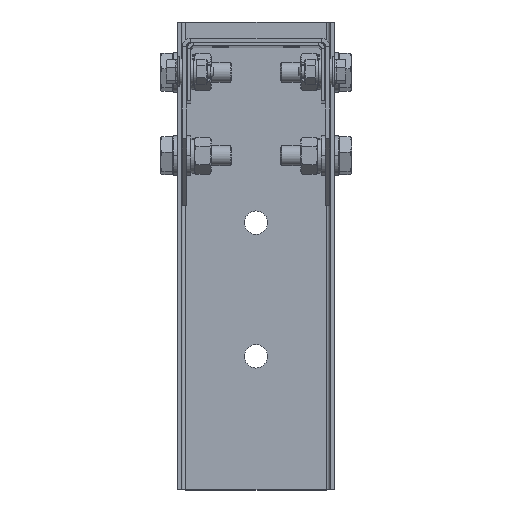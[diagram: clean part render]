
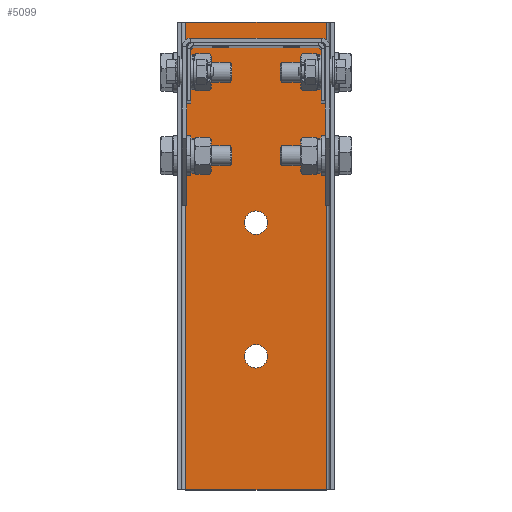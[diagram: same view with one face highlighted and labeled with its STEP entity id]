
A CAD part, top view. The second image highlights one B-rep face of the part: STEP entity #5099.
In plain terms, the highlighted planar face has unit normal (0, 0, 1).
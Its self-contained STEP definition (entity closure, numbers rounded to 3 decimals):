
#167 = CARTESIAN_POINT ( 'NONE',  ( 7., 160., 2.5 ) ) ;
#451 = DIRECTION ( 'NONE',  ( 0., -1., 0. ) ) ;
#695 = EDGE_LOOP ( 'NONE', ( #3791, #4506 ) ) ;
#872 = EDGE_CURVE ( 'NONE', #8268, #7688, #9035, .T. ) ;
#915 = EDGE_CURVE ( 'NONE', #2856, #7667, #5796, .T. ) ;
#1535 = DIRECTION ( 'NONE',  ( 1., 0., 0. ) ) ;
#1544 = AXIS2_PLACEMENT_3D ( 'NONE', #1554, #3859, #10361 ) ;
#1554 = CARTESIAN_POINT ( 'NONE',  ( 0., 80., 2.5 ) ) ;
#1795 = FACE_OUTER_BOUND ( 'NONE', #4329, .T. ) ;
#1878 = DIRECTION ( 'NONE',  ( 1., 0., 0. ) ) ;
#2190 = EDGE_CURVE ( 'NONE', #7816, #2942, #2379, .T. ) ;
#2379 = CIRCLE ( 'NONE', #3733, 7. ) ;
#2453 = VECTOR ( 'NONE', #7824, 1000. ) ;
#2556 = DIRECTION ( 'NONE',  ( 0., 0., -1. ) ) ;
#2558 = ORIENTED_EDGE ( 'NONE', *, *, #4269, .F. ) ;
#2570 = CIRCLE ( 'NONE', #1544, 7. ) ;
#2627 = DIRECTION ( 'NONE',  ( 1., 0., 0. ) ) ;
#2854 = DIRECTION ( 'NONE',  ( 1., 0., 0. ) ) ;
#2856 = VERTEX_POINT ( 'NONE', #8520 ) ;
#2912 = EDGE_CURVE ( 'NONE', #2942, #7816, #4510, .T. ) ;
#2942 = VERTEX_POINT ( 'NONE', #6928 ) ;
#3014 = ORIENTED_EDGE ( 'NONE', *, *, #915, .F. ) ;
#3111 = AXIS2_PLACEMENT_3D ( 'NONE', #6695, #9938, #1878 ) ;
#3162 = AXIS2_PLACEMENT_3D ( 'NONE', #9209, #6175, #2854 ) ;
#3295 = VERTEX_POINT ( 'NONE', #6536 ) ;
#3370 = ORIENTED_EDGE ( 'NONE', *, *, #8860, .F. ) ;
#3404 = VECTOR ( 'NONE', #10407, 1000. ) ;
#3511 = EDGE_CURVE ( 'NONE', #3295, #8268, #4534, .T. ) ;
#3518 = CARTESIAN_POINT ( 'NONE',  ( 42., 280., 2.5 ) ) ;
#3733 = AXIS2_PLACEMENT_3D ( 'NONE', #5665, #6361, #1535 ) ;
#3791 = ORIENTED_EDGE ( 'NONE', *, *, #2190, .F. ) ;
#3794 = LINE ( 'NONE', #6865, #2453 ) ;
#3859 = DIRECTION ( 'NONE',  ( 0., 0., 1. ) ) ;
#4090 = DIRECTION ( 'NONE',  ( -1., 0., 0. ) ) ;
#4135 = FACE_BOUND ( 'NONE', #9466, .T. ) ;
#4243 = PLANE ( 'NONE',  #5502 ) ;
#4269 = EDGE_CURVE ( 'NONE', #6822, #7688, #3794, .T. ) ;
#4329 = EDGE_LOOP ( 'NONE', ( #5141, #2558, #4430, #8665 ) ) ;
#4430 = ORIENTED_EDGE ( 'NONE', *, *, #8772, .F. ) ;
#4506 = ORIENTED_EDGE ( 'NONE', *, *, #2912, .F. ) ;
#4510 = CIRCLE ( 'NONE', #3162, 7. ) ;
#4534 = LINE ( 'NONE', #8509, #5837 ) ;
#5099 = ADVANCED_FACE ( 'NONE', ( #8073, #4135, #1795 ), #4243, .F. ) ;
#5141 = ORIENTED_EDGE ( 'NONE', *, *, #872, .T. ) ;
#5502 = AXIS2_PLACEMENT_3D ( 'NONE', #9702, #2556, #4090 ) ;
#5665 = CARTESIAN_POINT ( 'NONE',  ( 0., 160., 2.5 ) ) ;
#5796 = CIRCLE ( 'NONE', #3111, 7. ) ;
#5837 = VECTOR ( 'NONE', #451, 1000. ) ;
#5879 = CARTESIAN_POINT ( 'NONE',  ( -42., 0., 2.5 ) ) ;
#6175 = DIRECTION ( 'NONE',  ( 0., 0., 1. ) ) ;
#6361 = DIRECTION ( 'NONE',  ( 0., 0., 1. ) ) ;
#6536 = CARTESIAN_POINT ( 'NONE',  ( -42., 280., 2.5 ) ) ;
#6589 = CARTESIAN_POINT ( 'NONE',  ( 47., 0., 2.5 ) ) ;
#6695 = CARTESIAN_POINT ( 'NONE',  ( 0., 80., 2.5 ) ) ;
#6822 = VERTEX_POINT ( 'NONE', #3518 ) ;
#6865 = CARTESIAN_POINT ( 'NONE',  ( 42., 280., 2.5 ) ) ;
#6928 = CARTESIAN_POINT ( 'NONE',  ( -7., 160., 2.5 ) ) ;
#7087 = LINE ( 'NONE', #8730, #3404 ) ;
#7667 = VERTEX_POINT ( 'NONE', #8769 ) ;
#7675 = VECTOR ( 'NONE', #2627, 1000. ) ;
#7688 = VERTEX_POINT ( 'NONE', #8070 ) ;
#7816 = VERTEX_POINT ( 'NONE', #167 ) ;
#7824 = DIRECTION ( 'NONE',  ( 0., -1., 0. ) ) ;
#8070 = CARTESIAN_POINT ( 'NONE',  ( 42., 0., 2.5 ) ) ;
#8073 = FACE_BOUND ( 'NONE', #695, .T. ) ;
#8268 = VERTEX_POINT ( 'NONE', #5879 ) ;
#8509 = CARTESIAN_POINT ( 'NONE',  ( -42., 280., 2.5 ) ) ;
#8520 = CARTESIAN_POINT ( 'NONE',  ( -7., 80., 2.5 ) ) ;
#8665 = ORIENTED_EDGE ( 'NONE', *, *, #3511, .T. ) ;
#8730 = CARTESIAN_POINT ( 'NONE',  ( 47., 280., 2.5 ) ) ;
#8769 = CARTESIAN_POINT ( 'NONE',  ( 7., 80., 2.5 ) ) ;
#8772 = EDGE_CURVE ( 'NONE', #3295, #6822, #7087, .T. ) ;
#8860 = EDGE_CURVE ( 'NONE', #7667, #2856, #2570, .T. ) ;
#9035 = LINE ( 'NONE', #6589, #7675 ) ;
#9209 = CARTESIAN_POINT ( 'NONE',  ( 0., 160., 2.5 ) ) ;
#9466 = EDGE_LOOP ( 'NONE', ( #3370, #3014 ) ) ;
#9702 = CARTESIAN_POINT ( 'NONE',  ( 47., 280., 2.5 ) ) ;
#9938 = DIRECTION ( 'NONE',  ( 0., 0., 1. ) ) ;
#10361 = DIRECTION ( 'NONE',  ( 1., 0., 0. ) ) ;
#10407 = DIRECTION ( 'NONE',  ( 1., 0., 0. ) ) ;
